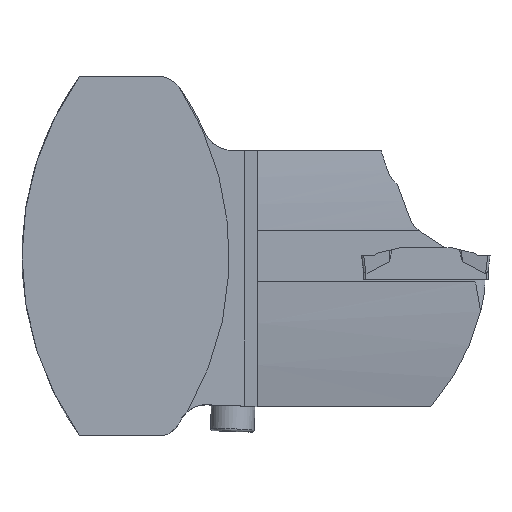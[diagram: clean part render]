
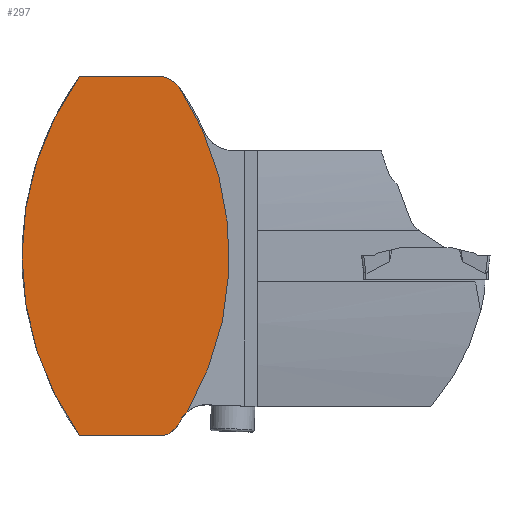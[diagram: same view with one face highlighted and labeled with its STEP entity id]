
A CAD part, top view. The second image highlights one B-rep face of the part: STEP entity #297.
In plain terms, the highlighted planar face has unit normal (0, 0, 1).
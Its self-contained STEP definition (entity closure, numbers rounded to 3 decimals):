
#143=CIRCLE('',#1712,60.25);
#146=CIRCLE('',#1726,60.25);
#147=CIRCLE('',#1736,6.5);
#148=CIRCLE('',#1741,5.);
#149=CIRCLE('',#1743,5.5);
#297=ADVANCED_FACE('',(#430),#369,.F.);
#369=PLANE('',#1748);
#430=FACE_OUTER_BOUND('',#513,.T.);
#513=EDGE_LOOP('',(#758,#759,#760,#761,#762,#763,#764));
#758=ORIENTED_EDGE('',*,*,#1219,.T.);
#759=ORIENTED_EDGE('',*,*,#1252,.T.);
#760=ORIENTED_EDGE('',*,*,#1195,.F.);
#761=ORIENTED_EDGE('',*,*,#1268,.F.);
#762=ORIENTED_EDGE('',*,*,#1270,.F.);
#763=ORIENTED_EDGE('',*,*,#1211,.F.);
#764=ORIENTED_EDGE('',*,*,#1265,.T.);
#1041=VERTEX_POINT('',#2383);
#1042=VERTEX_POINT('',#2384);
#1055=VERTEX_POINT('',#2416);
#1056=VERTEX_POINT('',#2417);
#1058=VERTEX_POINT('',#2426);
#1060=VERTEX_POINT('',#2430);
#1092=VERTEX_POINT('',#2594);
#1195=EDGE_CURVE('',#1041,#1042,#1404,.T.);
#1211=EDGE_CURVE('',#1055,#1056,#143,.T.);
#1219=EDGE_CURVE('',#1058,#1060,#1421,.T.);
#1252=EDGE_CURVE('',#1060,#1042,#146,.T.);
#1265=EDGE_CURVE('',#1055,#1058,#147,.T.);
#1268=EDGE_CURVE('',#1092,#1041,#148,.T.);
#1270=EDGE_CURVE('',#1056,#1092,#149,.T.);
#1404=LINE('',#2382,#1523);
#1421=LINE('',#2431,#1540);
#1523=VECTOR('',#1860,1.);
#1540=VECTOR('',#1901,1.);
#1712=AXIS2_PLACEMENT_3D('',#2415,#1888,#1889);
#1726=AXIS2_PLACEMENT_3D('',#2556,#1930,#1931);
#1736=AXIS2_PLACEMENT_3D('',#2586,#1958,#1959);
#1741=AXIS2_PLACEMENT_3D('',#2593,#1970,#1971);
#1743=AXIS2_PLACEMENT_3D('',#2597,#1975,#1976);
#1748=AXIS2_PLACEMENT_3D('',#2604,#1986,#1987);
#1860=DIRECTION('',(-1.,0.,0.));
#1888=DIRECTION('',(0.,0.,-1.));
#1889=DIRECTION('',(-1.,0.,0.));
#1901=DIRECTION('',(-1.,0.,0.));
#1930=DIRECTION('',(0.,0.,1.));
#1931=DIRECTION('',(-1.,0.,0.));
#1958=DIRECTION('',(0.,0.,1.));
#1959=DIRECTION('',(-1.,0.,0.));
#1970=DIRECTION('',(0.,0.,-1.));
#1971=DIRECTION('',(-1.,0.,0.));
#1975=DIRECTION('',(0.,0.,1.));
#1976=DIRECTION('',(-1.,0.,0.));
#1986=DIRECTION('',(0.,0.,-1.));
#1987=DIRECTION('',(1.,0.,0.));
#2382=CARTESIAN_POINT('',(67.95,-35.,0.));
#2383=CARTESIAN_POINT('',(7.5,-35.,0.));
#2384=CARTESIAN_POINT('',(-8.891,-35.,0.));
#2415=CARTESIAN_POINT('',(-40.,0.,0.));
#2416=CARTESIAN_POINT('',(10.522,32.827,0.));
#2417=CARTESIAN_POINT('',(12.047,-30.351,0.));
#2426=CARTESIAN_POINT('',(7.1,35.,0.));
#2430=CARTESIAN_POINT('',(-8.891,35.,0.));
#2431=CARTESIAN_POINT('',(67.95,35.,0.));
#2556=CARTESIAN_POINT('',(40.15,0.,0.));
#2586=CARTESIAN_POINT('',(5.5,28.7,0.));
#2593=CARTESIAN_POINT('',(6.1,-30.2,0.));
#2594=CARTESIAN_POINT('',(10.668,-32.233,0.));
#2597=CARTESIAN_POINT('',(15.693,-34.469,0.));
#2604=CARTESIAN_POINT('',(0.,0.,0.));
